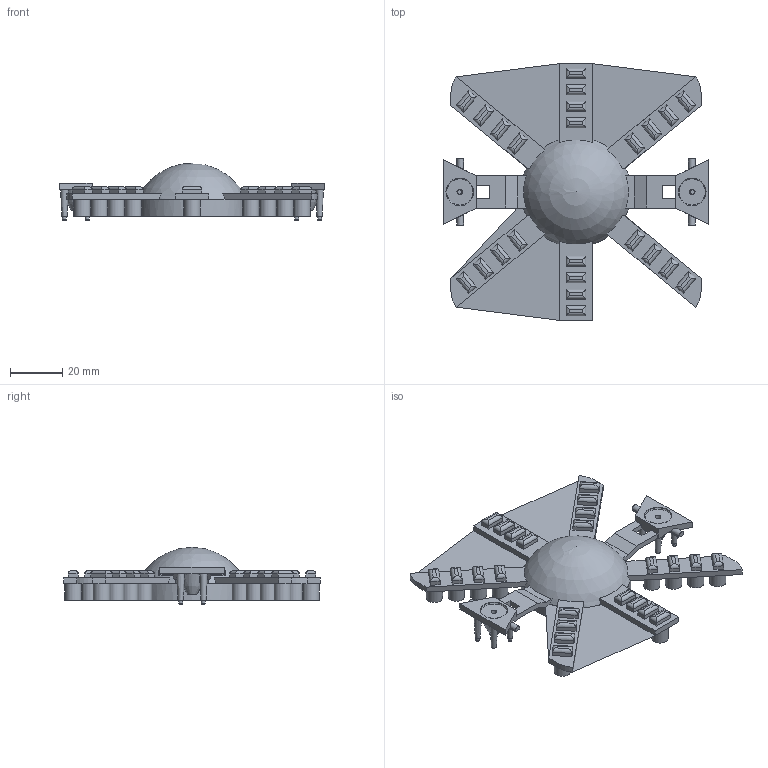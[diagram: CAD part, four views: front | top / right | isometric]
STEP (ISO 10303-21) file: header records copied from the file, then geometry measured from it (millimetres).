
FILE_DESCRIPTION(/* description */ (''),/* implementation_level */ '2;1');
FILE_NAME(/* name */ 'TC0xC_cover_inner.step',/* time_stamp */ '2023-03-17T12:27:23-04:00',/* author */ (''),/* organization */ (''),/* preprocessor_version */ 'ST-DEVELOPER v19.2',/* originating_system */ 'Autodesk Translation Framework v11.17.0.187',/* authorisation */ '');
FILE_SCHEMA (('AUTOMOTIVE_DESIGN { 1 0 10303 214 3 1 1 }'));
Length unit declared in the file: inch
Products named in the file (1): thotcon_cover2
Bounding box: 101.6 x 98.55 x 22 mm (x, y, z)
Volume: 16415.3 mm3; surface area: 21230.2 mm2
Topology: 1 solids, 1 shells, 543 faces, 1243 edges, 768 vertices
Faces by surface type: plane 274, cylinder 191, cone 38, bspline 30, sphere 9, torus 1
Full cylindrical faces by diameter (mm): 1.5 x4, 2.032 x24, 3.81 x24, 6.35 x17, 10.643 x2, 40.081 x1, 42.113 x1
Entity records: 16201 total; most frequent: CARTESIAN_POINT 3639, DIRECTION 2735, ORIENTED_EDGE 2478, EDGE_CURVE 1239, AXIS2_PLACEMENT_3D 1004, VERTEX_POINT 768, LINE 727, VECTOR 727
